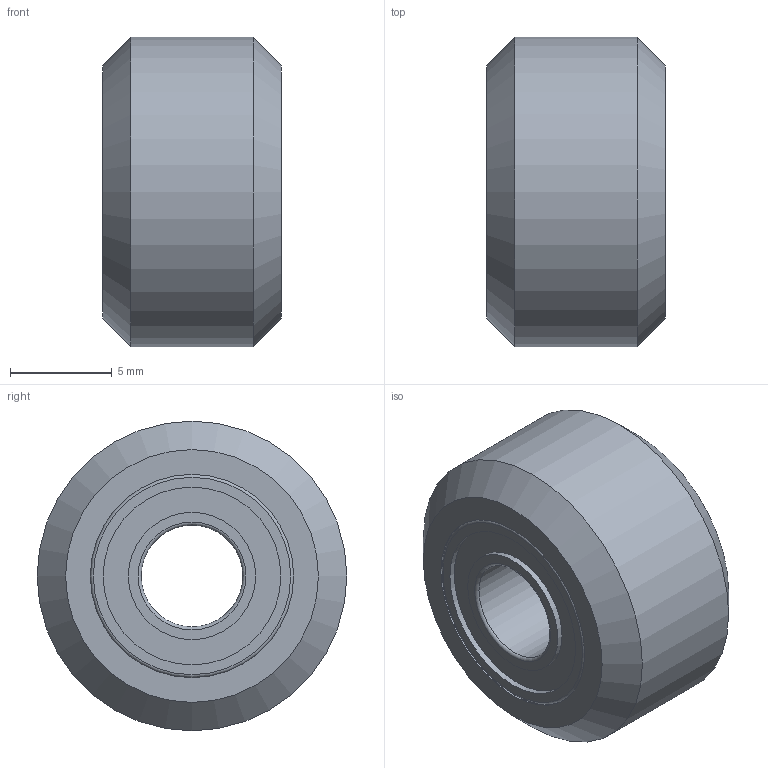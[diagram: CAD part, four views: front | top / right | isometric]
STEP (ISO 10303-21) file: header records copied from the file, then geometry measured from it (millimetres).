
FILE_DESCRIPTION(/* description */ (''),/* implementation_level */ '2;1');
FILE_NAME(/* name */ 'Mini Idler Pulley - POM V-Slot.step',/* time_stamp */ '2020-08-06T16:47:40-07:00',/* author */ (''),/* organization */ (''),/* preprocessor_version */ 'ST-DEVELOPER v18.1',/* originating_system */ 'Autodesk Translation Framework v9.3.0.1241',/* authorisation */ '');
FILE_SCHEMA (('AUTOMOTIVE_DESIGN { 1 0 10303 214 3 1 1 }'));
Length unit declared in the file: millimetre
Products named in the file (2): Mini Idler Pulley - POM V-Slot; MR105ZZ
Assembly tree (2 placements, depth 2):
  Mini Idler Pulley - POM V-Slot
    MR105ZZ  x2
Bounding box: 8.8 x 15.23 x 15.23 mm (x, y, z)
Volume: 1276.7 mm3; surface area: 1518 mm2
Topology: 3 solids, 3 shells, 42 faces, 70 edges, 44 vertices
Faces by surface type: cylinder 16, plane 16, torus 8, cone 2
Full cylindrical faces by diameter (mm): 5 x2, 6.26 x4, 8.5 x1, 8.74 x4, 10 x4, 15.23 x1
Entity records: 705 total; most frequent: DIRECTION 136, CARTESIAN_POINT 102, ORIENTED_EDGE 88, AXIS2_PLACEMENT_3D 62, EDGE_CURVE 44, EDGE_LOOP 36, CIRCLE 32, VERTEX_POINT 28
